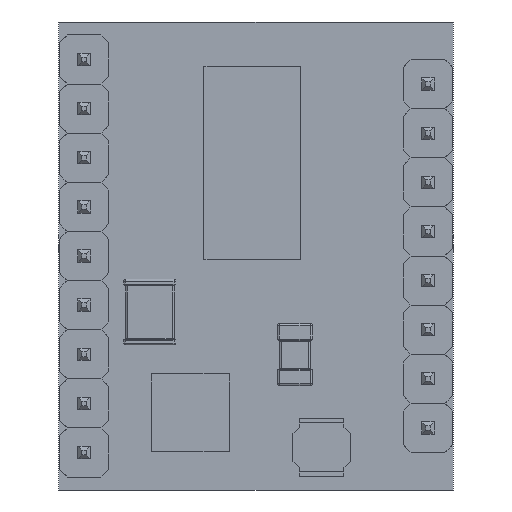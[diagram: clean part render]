
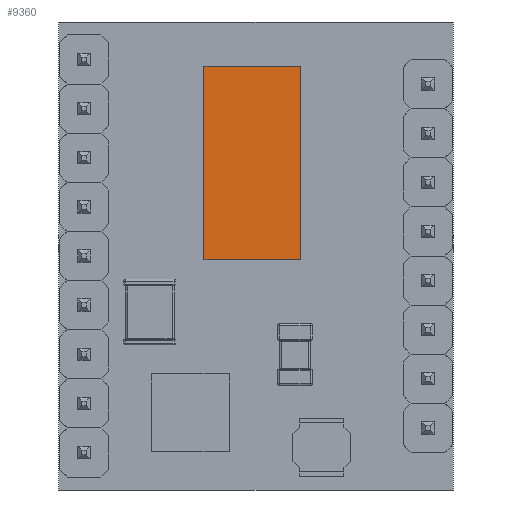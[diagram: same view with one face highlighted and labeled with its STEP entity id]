
A CAD part, front view. The second image highlights one B-rep face of the part: STEP entity #9360.
In plain terms, the highlighted face is planar.
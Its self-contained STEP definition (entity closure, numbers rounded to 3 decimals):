
#9233=DIRECTION('',(0.,0.,1.));
#9234=VECTOR('',#9233,5.);
#9235=CARTESIAN_POINT('',(-5.,2.,-2.5));
#9236=LINE('',#9235,#9234);
#9240=DIRECTION('',(-1.,0.,0.));
#9241=VECTOR('',#9240,10.);
#9242=CARTESIAN_POINT('',(5.,2.,-2.5));
#9243=LINE('',#9242,#9241);
#9247=DIRECTION('',(0.,0.,-1.));
#9248=VECTOR('',#9247,5.);
#9249=CARTESIAN_POINT('',(5.,2.,2.5));
#9250=LINE('',#9249,#9248);
#9254=DIRECTION('',(1.,0.,0.));
#9255=VECTOR('',#9254,10.);
#9256=CARTESIAN_POINT('',(-5.,2.,2.5));
#9257=LINE('',#9256,#9255);
#9269=CARTESIAN_POINT('',(-5.,2.,-2.5));
#9270=CARTESIAN_POINT('',(-5.,2.,2.5));
#9271=VERTEX_POINT('',#9269);
#9272=VERTEX_POINT('',#9270);
#9273=CARTESIAN_POINT('',(5.,2.,2.5));
#9274=VERTEX_POINT('',#9273);
#9275=CARTESIAN_POINT('',(5.,2.,-2.5));
#9276=VERTEX_POINT('',#9275);
#9349=CARTESIAN_POINT('',(0.,2.,0.));
#9350=DIRECTION('',(0.,1.,0.));
#9351=DIRECTION('',(1.,0.,0.));
#9352=AXIS2_PLACEMENT_3D('',#9349,#9350,#9351);
#9353=PLANE('',#9352);
#9354=ORIENTED_EDGE('',*,*,#9301,.F.);
#9355=ORIENTED_EDGE('',*,*,#9316,.F.);
#9356=ORIENTED_EDGE('',*,*,#9330,.F.);
#9357=ORIENTED_EDGE('',*,*,#9343,.F.);
#9358=EDGE_LOOP('',(#9354,#9355,#9356,#9357));
#9359=FACE_OUTER_BOUND('',#9358,.F.);
#9301=EDGE_CURVE('',#9271,#9272,#9236,.T.);
#9316=EDGE_CURVE('',#9276,#9271,#9243,.T.);
#9330=EDGE_CURVE('',#9274,#9276,#9250,.T.);
#9343=EDGE_CURVE('',#9272,#9274,#9257,.T.);
#9360=ADVANCED_FACE('',(#9359),#9353,.T.);
